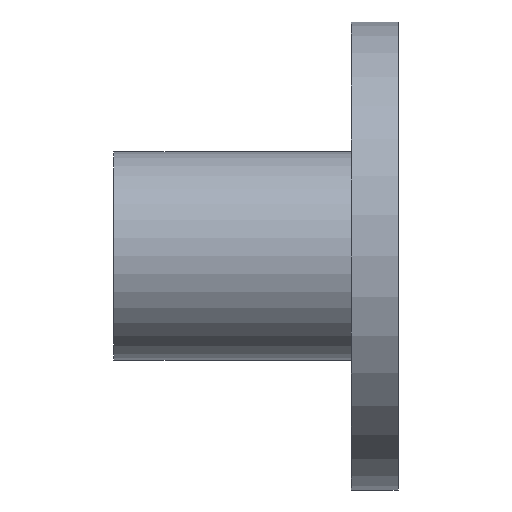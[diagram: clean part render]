
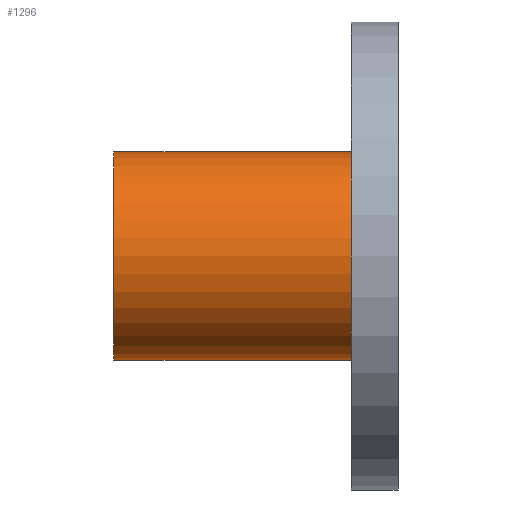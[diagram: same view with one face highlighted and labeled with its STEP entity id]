
A CAD part, left-side view. The second image highlights one B-rep face of the part: STEP entity #1296.
In plain terms, the highlighted cylindrical face has radius 44.45 mm (diameter 88.9 mm), a partial arc.
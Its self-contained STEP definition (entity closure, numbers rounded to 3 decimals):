
#6 = DIRECTION ( 'NONE',  ( 0., 0., -1. ) ) ;
#68 = CARTESIAN_POINT ( 'NONE',  ( 0., 121.432, -44.45 ) ) ;
#136 = ORIENTED_EDGE ( 'NONE', *, *, #1244, .T. ) ;
#164 = CIRCLE ( 'NONE', #392, 44.45 ) ;
#199 = CARTESIAN_POINT ( 'NONE',  ( 0., 20., 44.45 ) ) ;
#220 = VERTEX_POINT ( 'NONE', #1209 ) ;
#252 = DIRECTION ( 'NONE',  ( 0., -1., 0. ) ) ;
#303 = AXIS2_PLACEMENT_3D ( 'NONE', #456, #252, #6 ) ;
#376 = EDGE_CURVE ( 'NONE', #422, #1112, #766, .T. ) ;
#381 = VERTEX_POINT ( 'NONE', #68 ) ;
#384 = CARTESIAN_POINT ( 'NONE',  ( 0., 0., -44.45 ) ) ;
#386 = CARTESIAN_POINT ( 'NONE',  ( 0., 20., 0. ) ) ;
#392 = AXIS2_PLACEMENT_3D ( 'NONE', #667, #1246, #645 ) ;
#403 = EDGE_CURVE ( 'NONE', #1112, #220, #642, .T. ) ;
#422 = VERTEX_POINT ( 'NONE', #1268 ) ;
#456 = CARTESIAN_POINT ( 'NONE',  ( 0., 0., 0. ) ) ;
#486 = ORIENTED_EDGE ( 'NONE', *, *, #376, .F. ) ;
#509 = DIRECTION ( 'NONE',  ( 0., -1., 0. ) ) ;
#617 = EDGE_LOOP ( 'NONE', ( #486, #136, #1149, #793 ) ) ;
#642 = CIRCLE ( 'NONE', #1081, 44.45 ) ;
#645 = DIRECTION ( 'NONE',  ( 0., 0., -1. ) ) ;
#667 = CARTESIAN_POINT ( 'NONE',  ( 0., 121.432, 0. ) ) ;
#710 = VECTOR ( 'NONE', #931, 1000. ) ;
#716 = LINE ( 'NONE', #384, #858 ) ;
#766 = LINE ( 'NONE', #1162, #710 ) ;
#774 = FACE_OUTER_BOUND ( 'NONE', #617, .T. ) ;
#793 = ORIENTED_EDGE ( 'NONE', *, *, #403, .F. ) ;
#858 = VECTOR ( 'NONE', #509, 1000. ) ;
#870 = DIRECTION ( 'NONE',  ( 0., 0., -1. ) ) ;
#882 = DIRECTION ( 'NONE',  ( 0., -1., 0. ) ) ;
#931 = DIRECTION ( 'NONE',  ( 0., -1., 0. ) ) ;
#1055 = EDGE_CURVE ( 'NONE', #381, #220, #716, .T. ) ;
#1081 = AXIS2_PLACEMENT_3D ( 'NONE', #386, #882, #870 ) ;
#1112 = VERTEX_POINT ( 'NONE', #199 ) ;
#1149 = ORIENTED_EDGE ( 'NONE', *, *, #1055, .T. ) ;
#1162 = CARTESIAN_POINT ( 'NONE',  ( 0., 0., 44.45 ) ) ;
#1169 = CYLINDRICAL_SURFACE ( 'NONE', #303, 44.45 ) ;
#1209 = CARTESIAN_POINT ( 'NONE',  ( 0., 20., -44.45 ) ) ;
#1244 = EDGE_CURVE ( 'NONE', #422, #381, #164, .T. ) ;
#1246 = DIRECTION ( 'NONE',  ( 0., -1., 0. ) ) ;
#1268 = CARTESIAN_POINT ( 'NONE',  ( 0., 121.432, 44.45 ) ) ;
#1296 = ADVANCED_FACE ( 'NONE', ( #774 ), #1169, .T. ) ;
